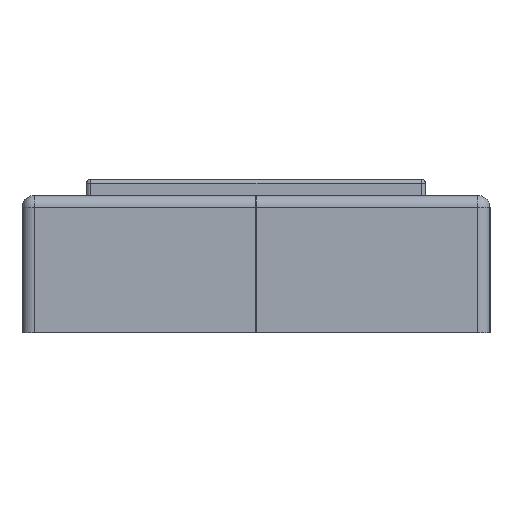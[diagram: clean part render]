
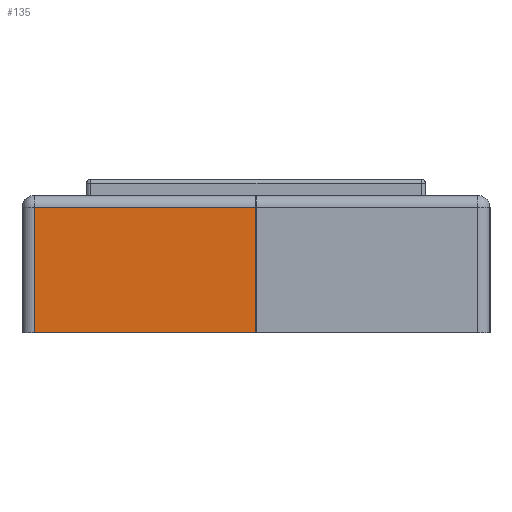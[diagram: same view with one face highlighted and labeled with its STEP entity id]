
A CAD part, left-side view. The second image highlights one B-rep face of the part: STEP entity #135.
In plain terms, the highlighted planar face has unit normal (-1, 0, 0).
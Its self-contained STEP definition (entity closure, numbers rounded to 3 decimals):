
#135=ADVANCED_FACE('NONE',(#432),#433,.F.);
#432=FACE_OUTER_BOUND('',#970,.T.);
#433=PLANE('',#971);
#970=EDGE_LOOP('',(#1686,#1687,#1688,#1689));
#971=AXIS2_PLACEMENT_3D('',#1690,#1691,#1692);
#1686=ORIENTED_EDGE('',*,*,#3440,.T.);
#1687=ORIENTED_EDGE('',*,*,#3431,.T.);
#1688=ORIENTED_EDGE('',*,*,#3408,.T.);
#1689=ORIENTED_EDGE('',*,*,#3428,.T.);
#1690=CARTESIAN_POINT('',(-60.0,29.0,8.5));
#1691=DIRECTION('',(1.0,0.,0.));
#1692=DIRECTION('',(0.0,1.0,0.));
#3408=EDGE_CURVE('NONE',#4031,#4029,#4032,.T.);
#3428=EDGE_CURVE('NONE',#4029,#4061,#4063,.T.);
#3431=EDGE_CURVE('NONE',#4067,#4031,#4068,.T.);
#3440=EDGE_CURVE('NONE',#4061,#4067,#4082,.T.);
#4029=VERTEX_POINT('NONE',#4993);
#4031=VERTEX_POINT('NONE',#4995);
#4032=LINE('',#4996,#4997);
#4061=VERTEX_POINT('NONE',#5038);
#4063=LINE('',#5041,#5042);
#4067=VERTEX_POINT('NONE',#5048);
#4068=LINE('',#5049,#5050);
#4082=LINE('',#5071,#5072);
#4993=CARTESIAN_POINT('',(-60.0,27.5,-8.5));
#4995=CARTESIAN_POINT('',(-60.0,27.5,7.0));
#4996=CARTESIAN_POINT('',(-60.0,27.5,8.5));
#4997=VECTOR('',#6558,1000.0);
#5038=CARTESIAN_POINT('',(-60.0,0.005,-8.5));
#5041=CARTESIAN_POINT('',(-60.0,29.0,-8.5));
#5042=VECTOR('',#6590,1000.0);
#5048=CARTESIAN_POINT('',(-60.0,0.005,7.0));
#5049=CARTESIAN_POINT('',(-60.0,29.0,7.0));
#5050=VECTOR('',#6593,1000.0);
#5071=CARTESIAN_POINT('',(-60.0,0.005,-8.5));
#5072=VECTOR('',#6604,1000.0);
#6558=DIRECTION('',(0.0,0.0,-1.0));
#6590=DIRECTION('',(0.,-1.0,0.0));
#6593=DIRECTION('',(0.,1.0,-0.0));
#6604=DIRECTION('',(-0.0,-0.0,1.0));
